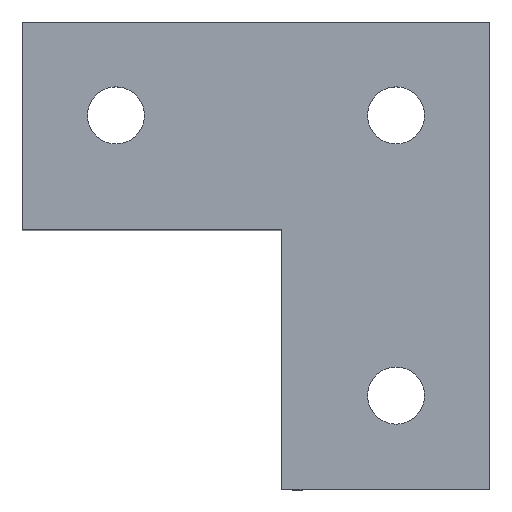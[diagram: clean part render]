
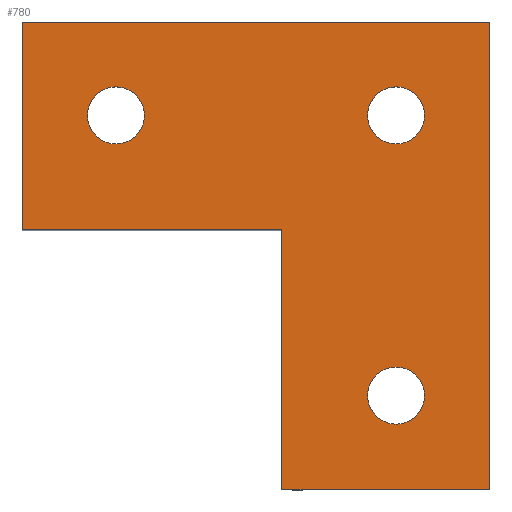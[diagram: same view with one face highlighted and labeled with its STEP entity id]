
A CAD part, top view. The second image highlights one B-rep face of the part: STEP entity #780.
In plain terms, the highlighted planar face has unit normal (0, 0, 1).
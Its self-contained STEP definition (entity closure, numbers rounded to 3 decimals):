
#17 = EDGE_CURVE ( 'NONE', #794, #86, #481, .T. ) ;
#19 = DIRECTION ( 'NONE',  ( 0., 0., -1. ) ) ;
#23 = CARTESIAN_POINT ( 'NONE',  ( 42.5, -6., 5. ) ) ;
#26 = CARTESIAN_POINT ( 'NONE',  ( 48., -6., 5. ) ) ;
#62 = CARTESIAN_POINT ( 'NONE',  ( 26., 0., 5. ) ) ;
#66 = DIRECTION ( 'NONE',  ( -1., 0., 0. ) ) ;
#67 = VECTOR ( 'NONE', #393, 1000. ) ;
#80 = CIRCLE ( 'NONE', #566, 5.5 ) ;
#84 = DIRECTION ( 'NONE',  ( 0., 0., -1. ) ) ;
#86 = VERTEX_POINT ( 'NONE', #497 ) ;
#87 = EDGE_CURVE ( 'NONE', #672, #264, #341, .T. ) ;
#88 = DIRECTION ( 'NONE',  ( 0., 1., 0. ) ) ;
#90 = LINE ( 'NONE', #504, #150 ) ;
#91 = ORIENTED_EDGE ( 'NONE', *, *, #171, .T. ) ;
#112 = VERTEX_POINT ( 'NONE', #459 ) ;
#126 = ORIENTED_EDGE ( 'NONE', *, *, #239, .F. ) ;
#128 = CARTESIAN_POINT ( 'NONE',  ( 48., 48., 5. ) ) ;
#134 = DIRECTION ( 'NONE',  ( -1., 0., 0. ) ) ;
#150 = VECTOR ( 'NONE', #637, 1000. ) ;
#154 = LINE ( 'NONE', #421, #222 ) ;
#155 = ORIENTED_EDGE ( 'NONE', *, *, #658, .T. ) ;
#163 = VERTEX_POINT ( 'NONE', #590 ) ;
#167 = CARTESIAN_POINT ( 'NONE',  ( 66., -24., 5. ) ) ;
#171 = EDGE_CURVE ( 'NONE', #86, #794, #80, .T. ) ;
#179 = AXIS2_PLACEMENT_3D ( 'NONE', #26, #440, #241 ) ;
#182 = VECTOR ( 'NONE', #695, 1000. ) ;
#203 = CARTESIAN_POINT ( 'NONE',  ( -24., 26., 5. ) ) ;
#206 = VECTOR ( 'NONE', #785, 1000. ) ;
#213 = VERTEX_POINT ( 'NONE', #316 ) ;
#218 = VERTEX_POINT ( 'NONE', #519 ) ;
#221 = CARTESIAN_POINT ( 'NONE',  ( 48., 48., 5. ) ) ;
#222 = VECTOR ( 'NONE', #88, 1000. ) ;
#239 = EDGE_CURVE ( 'NONE', #163, #588, #525, .T. ) ;
#241 = DIRECTION ( 'NONE',  ( -1., 0., 0. ) ) ;
#243 = CARTESIAN_POINT ( 'NONE',  ( 26., 26., 5. ) ) ;
#245 = AXIS2_PLACEMENT_3D ( 'NONE', #221, #534, #664 ) ;
#251 = LINE ( 'NONE', #62, #470 ) ;
#263 = DIRECTION ( 'NONE',  ( 0., 0., -1. ) ) ;
#264 = VERTEX_POINT ( 'NONE', #605 ) ;
#270 = CARTESIAN_POINT ( 'NONE',  ( -11.5, 48., 5. ) ) ;
#284 = ORIENTED_EDGE ( 'NONE', *, *, #328, .T. ) ;
#297 = ORIENTED_EDGE ( 'NONE', *, *, #444, .F. ) ;
#304 = DIRECTION ( 'NONE',  ( 0., 0., -1. ) ) ;
#307 = CARTESIAN_POINT ( 'NONE',  ( 48., -6., 5. ) ) ;
#316 = CARTESIAN_POINT ( 'NONE',  ( 42.5, 48., 5. ) ) ;
#320 = ORIENTED_EDGE ( 'NONE', *, *, #411, .F. ) ;
#328 = EDGE_CURVE ( 'NONE', #213, #112, #689, .T. ) ;
#329 = CARTESIAN_POINT ( 'NONE',  ( -6., 48., 5. ) ) ;
#341 = CIRCLE ( 'NONE', #732, 5.5 ) ;
#347 = FACE_BOUND ( 'NONE', #828, .T. ) ;
#364 = EDGE_LOOP ( 'NONE', ( #320, #297, #126, #729, #847, #552 ) ) ;
#370 = DIRECTION ( 'NONE',  ( 1., 0., 0. ) ) ;
#390 = DIRECTION ( 'NONE',  ( -1., 0., 0. ) ) ;
#393 = DIRECTION ( 'NONE',  ( -1., 0., 0. ) ) ;
#403 = VERTEX_POINT ( 'NONE', #167 ) ;
#411 = EDGE_CURVE ( 'NONE', #403, #218, #436, .T. ) ;
#421 = CARTESIAN_POINT ( 'NONE',  ( -24., 0., 5. ) ) ;
#436 = LINE ( 'NONE', #699, #182 ) ;
#440 = DIRECTION ( 'NONE',  ( 0., 0., -1. ) ) ;
#444 = EDGE_CURVE ( 'NONE', #588, #403, #90, .T. ) ;
#459 = CARTESIAN_POINT ( 'NONE',  ( 53.5, 48., 5. ) ) ;
#462 = FACE_OUTER_BOUND ( 'NONE', #364, .T. ) ;
#468 = EDGE_CURVE ( 'NONE', #720, #163, #154, .T. ) ;
#470 = VECTOR ( 'NONE', #712, 1000. ) ;
#473 = EDGE_LOOP ( 'NONE', ( #654, #708 ) ) ;
#481 = CIRCLE ( 'NONE', #179, 5.5 ) ;
#487 = AXIS2_PLACEMENT_3D ( 'NONE', #491, #694, #370 ) ;
#491 = CARTESIAN_POINT ( 'NONE',  ( 0., 0., 5. ) ) ;
#497 = CARTESIAN_POINT ( 'NONE',  ( 53.5, -6., 5. ) ) ;
#498 = EDGE_CURVE ( 'NONE', #598, #720, #773, .T. ) ;
#504 = CARTESIAN_POINT ( 'NONE',  ( 66., 0., 5. ) ) ;
#505 = CARTESIAN_POINT ( 'NONE',  ( -6., 48., 5. ) ) ;
#515 = EDGE_CURVE ( 'NONE', #218, #598, #251, .T. ) ;
#519 = CARTESIAN_POINT ( 'NONE',  ( 26., -24., 5. ) ) ;
#524 = CARTESIAN_POINT ( 'NONE',  ( 0., 26., 5. ) ) ;
#525 = LINE ( 'NONE', #781, #206 ) ;
#534 = DIRECTION ( 'NONE',  ( 0., 0., -1. ) ) ;
#538 = ORIENTED_EDGE ( 'NONE', *, *, #17, .T. ) ;
#552 = ORIENTED_EDGE ( 'NONE', *, *, #515, .F. ) ;
#560 = EDGE_LOOP ( 'NONE', ( #284, #155 ) ) ;
#566 = AXIS2_PLACEMENT_3D ( 'NONE', #307, #263, #390 ) ;
#573 = DIRECTION ( 'NONE',  ( -1., 0., 0. ) ) ;
#577 = CARTESIAN_POINT ( 'NONE',  ( 66., 66., 5. ) ) ;
#588 = VERTEX_POINT ( 'NONE', #577 ) ;
#590 = CARTESIAN_POINT ( 'NONE',  ( -24., 66., 5. ) ) ;
#594 = AXIS2_PLACEMENT_3D ( 'NONE', #128, #19, #66 ) ;
#598 = VERTEX_POINT ( 'NONE', #243 ) ;
#605 = CARTESIAN_POINT ( 'NONE',  ( -0.5, 48., 5. ) ) ;
#615 = FACE_BOUND ( 'NONE', #473, .T. ) ;
#637 = DIRECTION ( 'NONE',  ( 0., -1., 0. ) ) ;
#651 = CIRCLE ( 'NONE', #704, 5.5 ) ;
#654 = ORIENTED_EDGE ( 'NONE', *, *, #87, .T. ) ;
#658 = EDGE_CURVE ( 'NONE', #112, #213, #837, .T. ) ;
#664 = DIRECTION ( 'NONE',  ( -1., 0., 0. ) ) ;
#665 = EDGE_CURVE ( 'NONE', #264, #672, #651, .T. ) ;
#672 = VERTEX_POINT ( 'NONE', #270 ) ;
#689 = CIRCLE ( 'NONE', #245, 5.5 ) ;
#694 = DIRECTION ( 'NONE',  ( 0., 0., 1. ) ) ;
#695 = DIRECTION ( 'NONE',  ( -1., 0., 0. ) ) ;
#699 = CARTESIAN_POINT ( 'NONE',  ( 0., -24., 5. ) ) ;
#704 = AXIS2_PLACEMENT_3D ( 'NONE', #329, #84, #134 ) ;
#708 = ORIENTED_EDGE ( 'NONE', *, *, #665, .T. ) ;
#712 = DIRECTION ( 'NONE',  ( 0., 1., 0. ) ) ;
#720 = VERTEX_POINT ( 'NONE', #203 ) ;
#726 = PLANE ( 'NONE',  #487 ) ;
#729 = ORIENTED_EDGE ( 'NONE', *, *, #468, .F. ) ;
#732 = AXIS2_PLACEMENT_3D ( 'NONE', #505, #304, #573 ) ;
#773 = LINE ( 'NONE', #524, #67 ) ;
#780 = ADVANCED_FACE ( 'NONE', ( #347, #615, #789, #462 ), #726, .T. ) ;
#781 = CARTESIAN_POINT ( 'NONE',  ( 0., 66., 5. ) ) ;
#785 = DIRECTION ( 'NONE',  ( 1., 0., 0. ) ) ;
#789 = FACE_BOUND ( 'NONE', #560, .T. ) ;
#794 = VERTEX_POINT ( 'NONE', #23 ) ;
#828 = EDGE_LOOP ( 'NONE', ( #538, #91 ) ) ;
#837 = CIRCLE ( 'NONE', #594, 5.5 ) ;
#847 = ORIENTED_EDGE ( 'NONE', *, *, #498, .F. ) ;
